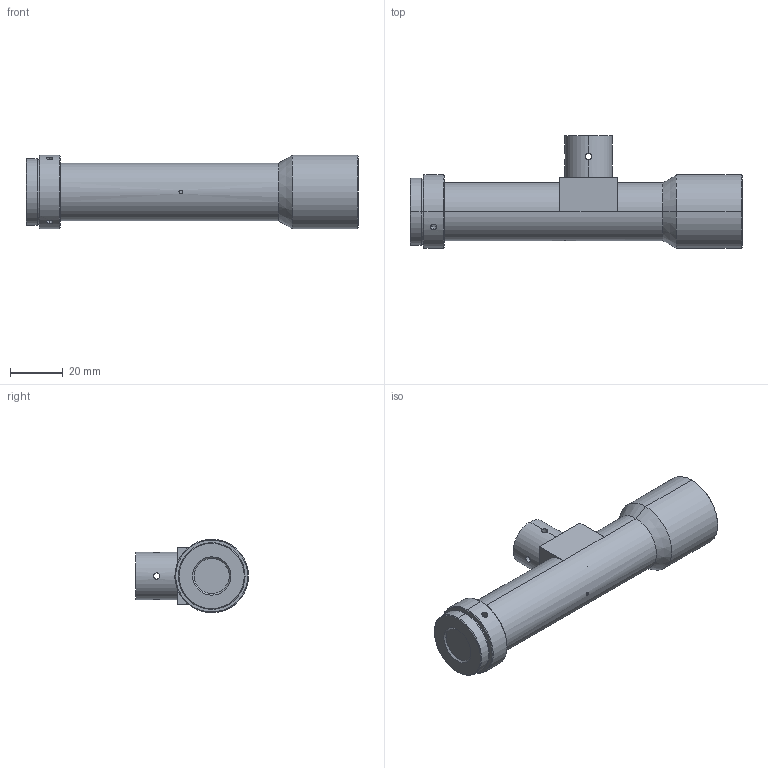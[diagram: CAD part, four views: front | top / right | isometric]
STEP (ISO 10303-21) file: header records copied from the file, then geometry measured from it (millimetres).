
FILE_DESCRIPTION (( 'STEP AP203' ), '1' );
FILE_NAME ('WWH08-130CT.STEP', '2019-12-03T03:19:29', ( 'Windows 蚚誧' ), ( '' ), 'SwSTEP 2.0', 'SolidWorks 2017', '' );
FILE_SCHEMA (( 'CONFIG_CONTROL_DESIGN' ));
Length unit declared in the file: millimetre
Products named in the file (1): WWH08-130CT
Bounding box: 126.4 x 43 x 28 mm (x, y, z)
Volume: 60228.3 mm3; surface area: 13910.9 mm2
Topology: 5 solids, 5 shells, 129 faces, 284 edges, 181 vertices
Faces by surface type: cylinder 74, plane 31, cone 24
Entity records: 4283 total; most frequent: CARTESIAN_POINT 1387, DIRECTION 582, ORIENTED_EDGE 564, EDGE_CURVE 282, AXIS2_PLACEMENT_3D 234, VERTEX_POINT 181, EDGE_LOOP 155, ADVANCED_FACE 129
